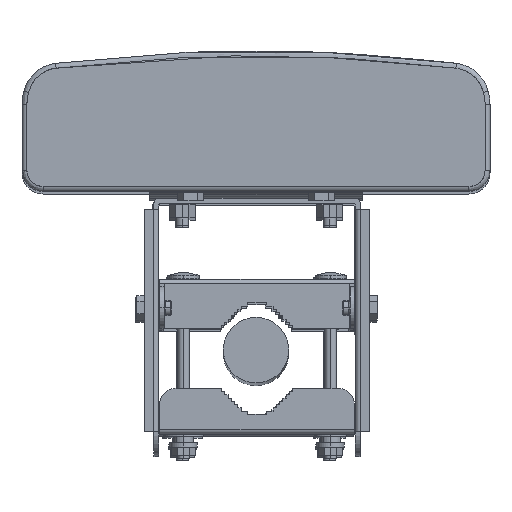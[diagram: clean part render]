
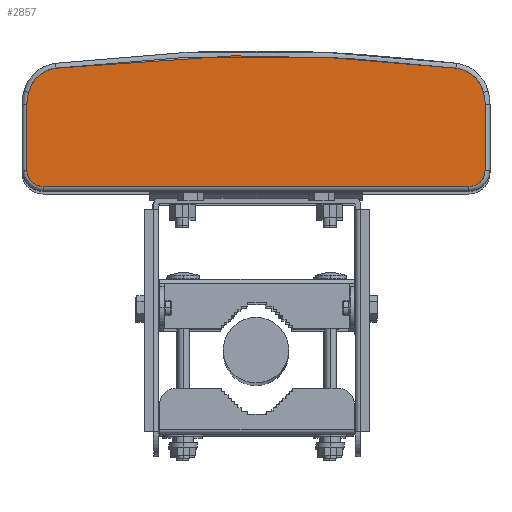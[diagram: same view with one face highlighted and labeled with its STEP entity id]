
A CAD part, top view. The second image highlights one B-rep face of the part: STEP entity #2857.
In plain terms, the highlighted planar face has unit normal (0, 0, 1).
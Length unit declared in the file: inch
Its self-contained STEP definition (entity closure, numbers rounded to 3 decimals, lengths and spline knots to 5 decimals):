
#39 = ORIENTED_EDGE ( 'NONE', *, *, #25928, .F. ) ;
#409 = EDGE_CURVE ( 'NONE', #12174, #36387, #28563, .T. ) ;
#620 = DIRECTION ( 'NONE',  ( 0., 1., 0. ) ) ;
#1052 = CARTESIAN_POINT ( 'NONE',  ( -5.47295, 0.69416, 35.5315 ) ) ;
#2071 = CARTESIAN_POINT ( 'NONE',  ( 5.47295, 0.69416, 35.5315 ) ) ;
#2164 = FACE_OUTER_BOUND ( 'NONE', #15452, .T. ) ;
#2857 = ADVANCED_FACE ( 'NONE', ( #2164 ), #19450, .F. ) ;
#2920 = EDGE_CURVE ( 'NONE', #32247, #5201, #19012, .T. ) ;
#3334 = ORIENTED_EDGE ( 'NONE', *, *, #409, .F. ) ;
#3499 = CARTESIAN_POINT ( 'NONE',  ( 5.34873, -1.5748, 35.5315 ) ) ;
#3586 =( BOUNDED_CURVE ( )  B_SPLINE_CURVE ( 3, ( #33525, #22405, #32614, #4895 ),
 .UNSPECIFIED., .F., .F. ) 
 B_SPLINE_CURVE_WITH_KNOTS ( ( 4, 4 ),
 ( 0., 1. ),
 .UNSPECIFIED. ) 
 CURVE ( )  GEOMETRIC_REPRESENTATION_ITEM ( )  RATIONAL_B_SPLINE_CURVE ( ( 1., 0.994, 0.994, 1. ) ) 
 REPRESENTATION_ITEM ( '' )  );
#3598 = VERTEX_POINT ( 'NONE', #21430 ) ;
#4895 = CARTESIAN_POINT ( 'NONE',  ( 5.51181, 0.3937, 35.5315 ) ) ;
#5201 = VERTEX_POINT ( 'NONE', #15465 ) ;
#6570 = CARTESIAN_POINT ( 'NONE',  ( -5.34873, -1.5748, 35.5315 ) ) ;
#7618 = EDGE_CURVE ( 'NONE', #11356, #42246, #8513, .T. ) ;
#8102 = CARTESIAN_POINT ( 'NONE',  ( 5.51181, 0.3937, 35.5315 ) ) ;
#8513 =( BOUNDED_CURVE ( )  B_SPLINE_CURVE ( 3, ( #30444, #6570, #13846, #20877 ),
 .UNSPECIFIED., .F., .F. ) 
 B_SPLINE_CURVE_WITH_KNOTS ( ( 4, 4 ),
 ( 0., 1. ),
 .UNSPECIFIED. ) 
 CURVE ( )  GEOMETRIC_REPRESENTATION_ITEM ( )  RATIONAL_B_SPLINE_CURVE ( ( 1., 0.805, 0.805, 1. ) ) 
 REPRESENTATION_ITEM ( '' )  );
#9222 = DIRECTION ( 'NONE',  ( -1., 0., 0. ) ) ;
#9357 = EDGE_CURVE ( 'NONE', #3598, #21056, #41088, .T. ) ;
#9722 =( BOUNDED_CURVE ( )  B_SPLINE_CURVE ( 3, ( #41907, #42372, #21870, #10514 ),
 .UNSPECIFIED., .F., .F. ) 
 B_SPLINE_CURVE_WITH_KNOTS ( ( 4, 4 ),
 ( 0., 1. ),
 .UNSPECIFIED. ) 
 CURVE ( )  GEOMETRIC_REPRESENTATION_ITEM ( )  RATIONAL_B_SPLINE_CURVE ( ( 1., 0.886, 0.886, 1. ) ) 
 REPRESENTATION_ITEM ( '' )  );
#10404 = ORIENTED_EDGE ( 'NONE', *, *, #36978, .F. ) ;
#10514 = CARTESIAN_POINT ( 'NONE',  ( -4.8092, 1.27517, 35.5315 ) ) ;
#10630 = LINE ( 'NONE', #34730, #33061 ) ;
#11356 = VERTEX_POINT ( 'NONE', #26366 ) ;
#12174 = VERTEX_POINT ( 'NONE', #36897 ) ;
#12539 = CARTESIAN_POINT ( 'NONE',  ( -5.11811, -1.5748, 35.5315 ) ) ;
#13676 = CARTESIAN_POINT ( 'NONE',  ( -5.51181, 0.49525, 35.5315 ) ) ;
#13846 = CARTESIAN_POINT ( 'NONE',  ( -5.51181, -1.41173, 35.5315 ) ) ;
#15230 = EDGE_CURVE ( 'NONE', #21056, #19125, #3586, .T. ) ;
#15452 = EDGE_LOOP ( 'NONE', ( #40888, #3334, #26320, #24144, #25566, #39056, #10404, #18801, #29569, #39 ) ) ;
#15465 = CARTESIAN_POINT ( 'NONE',  ( 5.11811, -1.5748, 35.5315 ) ) ;
#16051 = CARTESIAN_POINT ( 'NONE',  ( 4.71146, 0.49386, 35.5315 ) ) ;
#18747 =( BOUNDED_CURVE ( )  B_SPLINE_CURVE ( 3, ( #29809, #43705, #39851, #23005 ),
 .UNSPECIFIED., .F., .F. ) 
 B_SPLINE_CURVE_WITH_KNOTS ( ( 4, 4 ),
 ( 0., 1. ),
 .UNSPECIFIED. ) 
 CURVE ( )  GEOMETRIC_REPRESENTATION_ITEM ( )  RATIONAL_B_SPLINE_CURVE ( ( 1., 0.995, 0.995, 1. ) ) 
 REPRESENTATION_ITEM ( '' )  );
#18801 = ORIENTED_EDGE ( 'NONE', *, *, #15230, .F. ) ;
#19012 =( BOUNDED_CURVE ( )  B_SPLINE_CURVE ( 3, ( #41726, #28891, #3499, #24651 ),
 .UNSPECIFIED., .F., .F. ) 
 B_SPLINE_CURVE_WITH_KNOTS ( ( 4, 4 ),
 ( 0., 1. ),
 .UNSPECIFIED. ) 
 CURVE ( )  GEOMETRIC_REPRESENTATION_ITEM ( )  RATIONAL_B_SPLINE_CURVE ( ( 1., 0.805, 0.805, 1. ) ) 
 REPRESENTATION_ITEM ( '' )  );
#19125 = VERTEX_POINT ( 'NONE', #8102 ) ;
#19450 = PLANE ( 'NONE',  #29449 ) ;
#19584 = DIRECTION ( 'NONE',  ( -1., 0., 0. ) ) ;
#20064 = EDGE_CURVE ( 'NONE', #42246, #12174, #10630, .T. ) ;
#20877 = CARTESIAN_POINT ( 'NONE',  ( -5.51181, -1.1811, 35.5315 ) ) ;
#21056 = VERTEX_POINT ( 'NONE', #2071 ) ;
#21430 = CARTESIAN_POINT ( 'NONE',  ( 4.8092, 1.27517, 35.5315 ) ) ;
#21812 = LINE ( 'NONE', #35684, #26648 ) ;
#21870 = CARTESIAN_POINT ( 'NONE',  ( -5.13865, 1.23395, 35.5315 ) ) ;
#21968 = CARTESIAN_POINT ( 'NONE',  ( 5.47295, 0.69416, 35.5315 ) ) ;
#22405 = CARTESIAN_POINT ( 'NONE',  ( 5.49879, 0.59596, 35.5315 ) ) ;
#23005 = CARTESIAN_POINT ( 'NONE',  ( 4.8092, 1.27517, 35.5315 ) ) ;
#23725 = CARTESIAN_POINT ( 'NONE',  ( 5.51181, -1.1811, 35.5315 ) ) ;
#24144 = ORIENTED_EDGE ( 'NONE', *, *, #7618, .F. ) ;
#24348 = CARTESIAN_POINT ( 'NONE',  ( -5.47295, 0.69416, 35.5315 ) ) ;
#24470 = CARTESIAN_POINT ( 'NONE',  ( 4.8092, 1.27517, 35.5315 ) ) ;
#24651 = CARTESIAN_POINT ( 'NONE',  ( 5.11811, -1.5748, 35.5315 ) ) ;
#25374 = CARTESIAN_POINT ( 'NONE',  ( 5.38849, 1.01527, 35.5315 ) ) ;
#25566 = ORIENTED_EDGE ( 'NONE', *, *, #34727, .F. ) ;
#25928 = EDGE_CURVE ( 'NONE', #28120, #3598, #18747, .T. ) ;
#26320 = ORIENTED_EDGE ( 'NONE', *, *, #20064, .F. ) ;
#26366 = CARTESIAN_POINT ( 'NONE',  ( -5.11811, -1.5748, 35.5315 ) ) ;
#26498 = DIRECTION ( 'NONE',  ( 0., 0., -1. ) ) ;
#26648 = VECTOR ( 'NONE', #36129, 39.37008 ) ;
#28120 = VERTEX_POINT ( 'NONE', #34691 ) ;
#28319 = CARTESIAN_POINT ( 'NONE',  ( 5.13865, 1.23395, 35.5315 ) ) ;
#28563 =( BOUNDED_CURVE ( )  B_SPLINE_CURVE ( 3, ( #44840, #13676, #42114, #24348 ),
 .UNSPECIFIED., .F., .F. ) 
 B_SPLINE_CURVE_WITH_KNOTS ( ( 4, 4 ),
 ( 0., 1. ),
 .UNSPECIFIED. ) 
 CURVE ( )  GEOMETRIC_REPRESENTATION_ITEM ( )  RATIONAL_B_SPLINE_CURVE ( ( 1., 0.994, 0.994, 1. ) ) 
 REPRESENTATION_ITEM ( '' )  );
#28891 = CARTESIAN_POINT ( 'NONE',  ( 5.51181, -1.41173, 35.5315 ) ) ;
#29449 = AXIS2_PLACEMENT_3D ( 'NONE', #16051, #26498, #9222 ) ;
#29569 = ORIENTED_EDGE ( 'NONE', *, *, #9357, .F. ) ;
#29809 = CARTESIAN_POINT ( 'NONE',  ( -4.8092, 1.27517, 35.5315 ) ) ;
#30261 = LINE ( 'NONE', #12539, #43241 ) ;
#30444 = CARTESIAN_POINT ( 'NONE',  ( -5.11811, -1.5748, 35.5315 ) ) ;
#32247 = VERTEX_POINT ( 'NONE', #23725 ) ;
#32614 = CARTESIAN_POINT ( 'NONE',  ( 5.51181, 0.49525, 35.5315 ) ) ;
#33061 = VECTOR ( 'NONE', #620, 39.37008 ) ;
#33525 = CARTESIAN_POINT ( 'NONE',  ( 5.47295, 0.69416, 35.5315 ) ) ;
#34691 = CARTESIAN_POINT ( 'NONE',  ( -4.8092, 1.27517, 35.5315 ) ) ;
#34727 = EDGE_CURVE ( 'NONE', #5201, #11356, #30261, .T. ) ;
#34730 = CARTESIAN_POINT ( 'NONE',  ( -5.51181, 0.3937, 35.5315 ) ) ;
#35684 = CARTESIAN_POINT ( 'NONE',  ( 5.51181, -1.1811, 35.5315 ) ) ;
#36129 = DIRECTION ( 'NONE',  ( 0., -1., 0. ) ) ;
#36387 = VERTEX_POINT ( 'NONE', #1052 ) ;
#36897 = CARTESIAN_POINT ( 'NONE',  ( -5.51181, 0.3937, 35.5315 ) ) ;
#36978 = EDGE_CURVE ( 'NONE', #19125, #32247, #21812, .T. ) ;
#38079 = EDGE_CURVE ( 'NONE', #36387, #28120, #9722, .T. ) ;
#39056 = ORIENTED_EDGE ( 'NONE', *, *, #2920, .F. ) ;
#39851 = CARTESIAN_POINT ( 'NONE',  ( 1.61137, 1.6752, 35.5315 ) ) ;
#40824 = CARTESIAN_POINT ( 'NONE',  ( -5.51181, -1.1811, 35.5315 ) ) ;
#40888 = ORIENTED_EDGE ( 'NONE', *, *, #38079, .F. ) ;
#41088 =( BOUNDED_CURVE ( )  B_SPLINE_CURVE ( 3, ( #24470, #28319, #25374, #21968 ),
 .UNSPECIFIED., .F., .F. ) 
 B_SPLINE_CURVE_WITH_KNOTS ( ( 4, 4 ),
 ( 0., 1. ),
 .UNSPECIFIED. ) 
 CURVE ( )  GEOMETRIC_REPRESENTATION_ITEM ( )  RATIONAL_B_SPLINE_CURVE ( ( 1., 0.886, 0.886, 1. ) ) 
 REPRESENTATION_ITEM ( '' )  );
#41726 = CARTESIAN_POINT ( 'NONE',  ( 5.51181, -1.1811, 35.5315 ) ) ;
#41907 = CARTESIAN_POINT ( 'NONE',  ( -5.47295, 0.69416, 35.5315 ) ) ;
#42114 = CARTESIAN_POINT ( 'NONE',  ( -5.49879, 0.59596, 35.5315 ) ) ;
#42246 = VERTEX_POINT ( 'NONE', #40824 ) ;
#42372 = CARTESIAN_POINT ( 'NONE',  ( -5.38849, 1.01527, 35.5315 ) ) ;
#43241 = VECTOR ( 'NONE', #19584, 39.37008 ) ;
#43705 = CARTESIAN_POINT ( 'NONE',  ( -1.61137, 1.6752, 35.5315 ) ) ;
#44840 = CARTESIAN_POINT ( 'NONE',  ( -5.51181, 0.3937, 35.5315 ) ) ;
